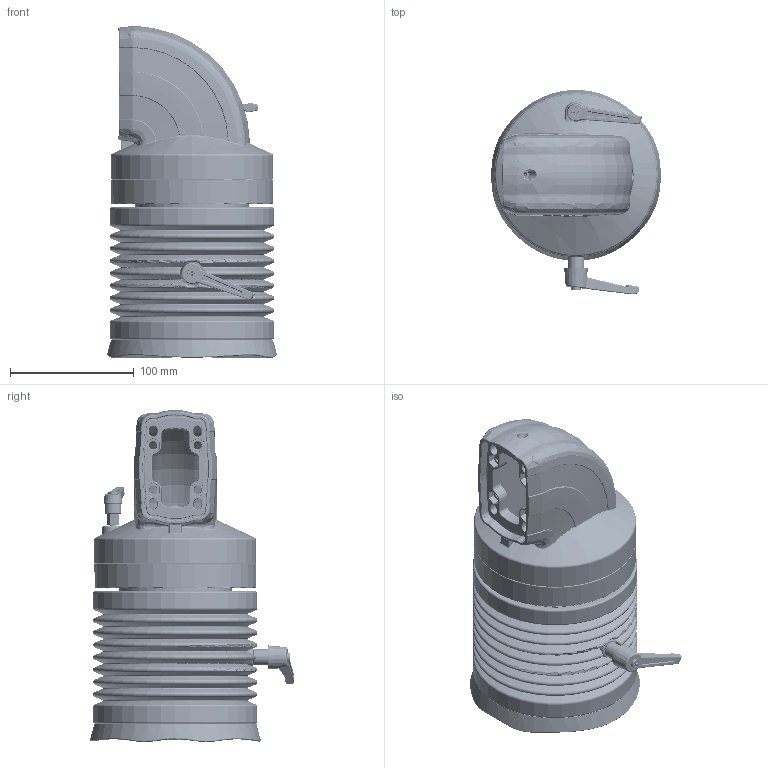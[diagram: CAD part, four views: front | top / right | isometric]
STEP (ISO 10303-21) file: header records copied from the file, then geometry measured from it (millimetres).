
FILE_DESCRIPTION (( 'STEP AP203' ), '1' );
FILE_NAME ('TK060.411.STEP', '2018-09-19T05:35:51', ( '' ), ( '' ), 'SwSTEP 2.0', 'SolidWorks 2018', '' );
FILE_SCHEMA (( 'CONFIG_CONTROL_DESIGN' ));
Length unit declared in the file: millimetre
Products named in the file (1): TK060.411
Bounding box: 137.22 x 165.17 x 268.68 mm (x, y, z)
Volume: 959925.8 mm3; surface area: 500234.8 mm2
Topology: 20 solids, 20 shells, 9754 faces, 22276 edges, 12505 vertices
Faces by surface type: bspline 2763, torus 2234, cone 1966, cylinder 1052, plane 931, sphere 808
Entity records: 376749 total; most frequent: CARTESIAN_POINT 175110, ORIENTED_EDGE 43848, DIRECTION 41923, EDGE_CURVE 21924, AXIS2_PLACEMENT_3D 19066, VERTEX_POINT 12451, CIRCLE 12078, EDGE_LOOP 10143
